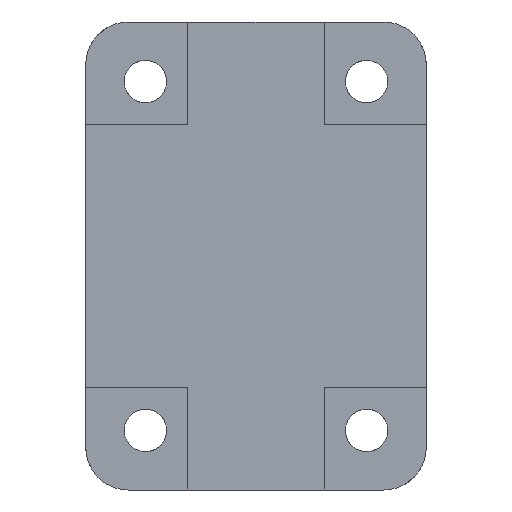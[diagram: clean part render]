
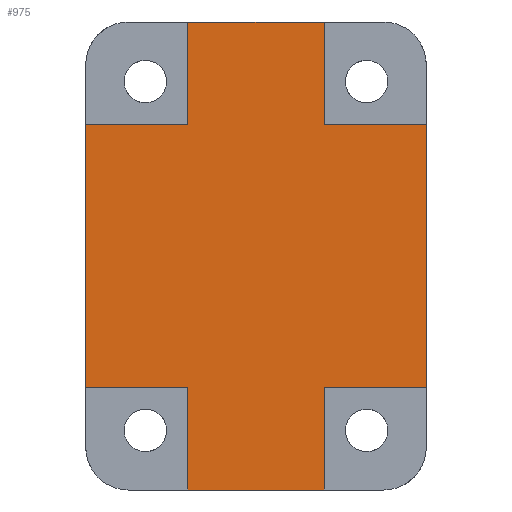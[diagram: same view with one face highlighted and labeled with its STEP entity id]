
A CAD part, front view. The second image highlights one B-rep face of the part: STEP entity #975.
In plain terms, the highlighted free-form (B-spline) face has degree [1, 1] with [2, 2] control points.
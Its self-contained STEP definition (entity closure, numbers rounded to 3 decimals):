
#416 = VERTEX_POINT('',#417);
#417 = CARTESIAN_POINT('',(-43.386,2.603,
    -33.624));
#422 = EDGE_CURVE('',#423,#416,#425,.T.);
#423 = VERTEX_POINT('',#424);
#424 = CARTESIAN_POINT('',(-43.386,2.603,
    33.624));
#425 = B_SPLINE_CURVE_WITH_KNOTS('',1,(#426,#427),.UNSPECIFIED.,.F.,.F.,
  (2,2),(-78.74,-0.),.PIECEWISE_BEZIER_KNOTS.);
#426 = CARTESIAN_POINT('',(-43.386,2.603,
    33.624));
#427 = CARTESIAN_POINT('',(-43.386,2.603,
    -33.624));
#464 = VERTEX_POINT('',#465);
#465 = CARTESIAN_POINT('',(-17.354,2.603,
    59.656));
#470 = EDGE_CURVE('',#471,#464,#473,.T.);
#471 = VERTEX_POINT('',#472);
#472 = CARTESIAN_POINT('',(17.354,2.603,
    59.656));
#473 = B_SPLINE_CURVE_WITH_KNOTS('',1,(#474,#475),.UNSPECIFIED.,.F.,.F.,
  (2,2),(0.,40.64),.PIECEWISE_BEZIER_KNOTS.);
#474 = CARTESIAN_POINT('',(17.354,2.603,
    59.656));
#475 = CARTESIAN_POINT('',(-17.354,2.603,
    59.656));
#512 = VERTEX_POINT('',#513);
#513 = CARTESIAN_POINT('',(43.386,2.603,
    33.624));
#518 = EDGE_CURVE('',#519,#512,#521,.T.);
#519 = VERTEX_POINT('',#520);
#520 = CARTESIAN_POINT('',(43.386,2.603,
    -33.624));
#521 = B_SPLINE_CURVE_WITH_KNOTS('',1,(#522,#523),.UNSPECIFIED.,.F.,.F.,
  (2,2),(0.,78.74),.PIECEWISE_BEZIER_KNOTS.);
#522 = CARTESIAN_POINT('',(43.386,2.603,
    -33.624));
#523 = CARTESIAN_POINT('',(43.386,2.603,
    33.624));
#566 = EDGE_CURVE('',#567,#569,#571,.T.);
#567 = VERTEX_POINT('',#568);
#568 = CARTESIAN_POINT('',(-17.354,2.603,
    -59.656));
#569 = VERTEX_POINT('',#570);
#570 = CARTESIAN_POINT('',(17.354,2.603,
    -59.656));
#571 = B_SPLINE_CURVE_WITH_KNOTS('',1,(#572,#573),.UNSPECIFIED.,.F.,.F.,
  (2,2),(-40.64,0.),.PIECEWISE_BEZIER_KNOTS.);
#572 = CARTESIAN_POINT('',(-17.354,2.603,
    -59.656));
#573 = CARTESIAN_POINT('',(17.354,2.603,
    -59.656));
#829 = EDGE_CURVE('',#830,#567,#832,.T.);
#830 = VERTEX_POINT('',#831);
#831 = CARTESIAN_POINT('',(-17.354,2.603,
    -33.624));
#832 = B_SPLINE_CURVE_WITH_KNOTS('',1,(#833,#834),.UNSPECIFIED.,.F.,.F.,
  (2,2),(0.,30.48),.PIECEWISE_BEZIER_KNOTS.);
#833 = CARTESIAN_POINT('',(-17.354,2.603,
    -33.624));
#834 = CARTESIAN_POINT('',(-17.354,2.603,
    -59.656));
#851 = EDGE_CURVE('',#416,#830,#852,.T.);
#852 = B_SPLINE_CURVE_WITH_KNOTS('',1,(#853,#854),.UNSPECIFIED.,.F.,.F.,
  (2,2),(-30.48,0.),.PIECEWISE_BEZIER_KNOTS.);
#853 = CARTESIAN_POINT('',(-43.386,2.603,
    -33.624));
#854 = CARTESIAN_POINT('',(-17.354,2.603,
    -33.624));
#867 = EDGE_CURVE('',#868,#423,#870,.T.);
#868 = VERTEX_POINT('',#869);
#869 = CARTESIAN_POINT('',(-17.354,2.603,
    33.624));
#870 = B_SPLINE_CURVE_WITH_KNOTS('',1,(#871,#872),.UNSPECIFIED.,.F.,.F.,
  (2,2),(0.,30.48),.PIECEWISE_BEZIER_KNOTS.);
#871 = CARTESIAN_POINT('',(-17.354,2.603,
    33.624));
#872 = CARTESIAN_POINT('',(-43.386,2.603,
    33.624));
#889 = EDGE_CURVE('',#464,#868,#890,.T.);
#890 = B_SPLINE_CURVE_WITH_KNOTS('',1,(#891,#892),.UNSPECIFIED.,.F.,.F.,
  (2,2),(0.,30.48),.PIECEWISE_BEZIER_KNOTS.);
#891 = CARTESIAN_POINT('',(-17.354,2.603,
    59.656));
#892 = CARTESIAN_POINT('',(-17.354,2.603,
    33.624));
#905 = EDGE_CURVE('',#906,#471,#908,.T.);
#906 = VERTEX_POINT('',#907);
#907 = CARTESIAN_POINT('',(17.354,2.603,
    33.624));
#908 = B_SPLINE_CURVE_WITH_KNOTS('',1,(#909,#910),.UNSPECIFIED.,.F.,.F.,
  (2,2),(-30.48,0.),.PIECEWISE_BEZIER_KNOTS.);
#909 = CARTESIAN_POINT('',(17.354,2.603,
    33.624));
#910 = CARTESIAN_POINT('',(17.354,2.603,
    59.656));
#927 = EDGE_CURVE('',#512,#906,#928,.T.);
#928 = B_SPLINE_CURVE_WITH_KNOTS('',1,(#929,#930),.UNSPECIFIED.,.F.,.F.,
  (2,2),(0.,30.48),.PIECEWISE_BEZIER_KNOTS.);
#929 = CARTESIAN_POINT('',(43.386,2.603,
    33.624));
#930 = CARTESIAN_POINT('',(17.354,2.603,
    33.624));
#943 = EDGE_CURVE('',#944,#519,#946,.T.);
#944 = VERTEX_POINT('',#945);
#945 = CARTESIAN_POINT('',(17.354,2.603,
    -33.624));
#946 = B_SPLINE_CURVE_WITH_KNOTS('',1,(#947,#948),.UNSPECIFIED.,.F.,.F.,
  (2,2),(-30.48,0.),.PIECEWISE_BEZIER_KNOTS.);
#947 = CARTESIAN_POINT('',(17.354,2.603,
    -33.624));
#948 = CARTESIAN_POINT('',(43.386,2.603,
    -33.624));
#965 = EDGE_CURVE('',#569,#944,#966,.T.);
#966 = B_SPLINE_CURVE_WITH_KNOTS('',1,(#967,#968),.UNSPECIFIED.,.F.,.F.,
  (2,2),(-30.48,0.),.PIECEWISE_BEZIER_KNOTS.);
#967 = CARTESIAN_POINT('',(17.354,2.603,
    -59.656));
#968 = CARTESIAN_POINT('',(17.354,2.603,
    -33.624));
#975 = ADVANCED_FACE('',(#976),#990,.F.);
#976 = FACE_BOUND('',#977,.T.);
#977 = EDGE_LOOP('',(#978,#979,#980,#981,#982,#983,#984,#985,#986,#987,
    #988,#989));
#978 = ORIENTED_EDGE('',*,*,#829,.T.);
#979 = ORIENTED_EDGE('',*,*,#566,.T.);
#980 = ORIENTED_EDGE('',*,*,#965,.T.);
#981 = ORIENTED_EDGE('',*,*,#943,.T.);
#982 = ORIENTED_EDGE('',*,*,#518,.T.);
#983 = ORIENTED_EDGE('',*,*,#927,.T.);
#984 = ORIENTED_EDGE('',*,*,#905,.T.);
#985 = ORIENTED_EDGE('',*,*,#470,.T.);
#986 = ORIENTED_EDGE('',*,*,#889,.T.);
#987 = ORIENTED_EDGE('',*,*,#867,.T.);
#988 = ORIENTED_EDGE('',*,*,#422,.T.);
#989 = ORIENTED_EDGE('',*,*,#851,.T.);
#990 = B_SPLINE_SURFACE_WITH_KNOTS('',1,1,(
    (#991,#992)
    ,(#993,#994
    )),.UNSPECIFIED.,.F.,.F.,.F.,(2,2),(2,2),(-69.85,69.85),(-50.8,50.8)
  ,.PIECEWISE_BEZIER_KNOTS.);
#991 = CARTESIAN_POINT('',(-43.386,2.603,
    -59.656));
#992 = CARTESIAN_POINT('',(43.386,2.603,
    -59.656));
#993 = CARTESIAN_POINT('',(-43.386,2.603,
    59.656));
#994 = CARTESIAN_POINT('',(43.386,2.603,
    59.656));
